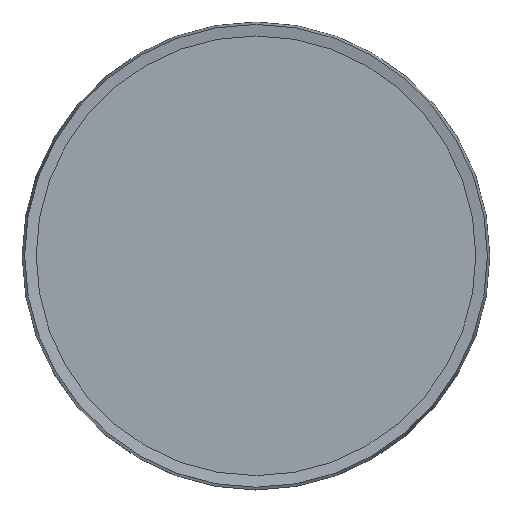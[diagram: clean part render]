
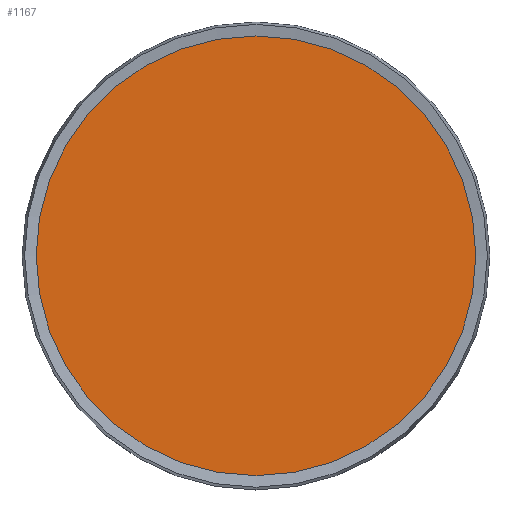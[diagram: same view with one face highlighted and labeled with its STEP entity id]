
A CAD part, top view. The second image highlights one B-rep face of the part: STEP entity #1167.
In plain terms, the highlighted planar face has unit normal (0, 0, 1).
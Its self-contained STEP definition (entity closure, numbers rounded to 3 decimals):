
#1139=CARTESIAN_POINT('',(0.,-23.569,11.5));
#1140=VERTEX_POINT('',#1139);
#1141=CARTESIAN_POINT('',(0.,0.,11.5));
#1142=DIRECTION('',(0.,-1.,0.));
#1143=DIRECTION('',(0.,0.,-1.));
#1144=AXIS2_PLACEMENT_3D('',#1141,#1143,#1142);
#1145=CIRCLE('',#1144,23.569);
#1146=EDGE_CURVE('',#1140,#1140,#1145,.T.);
#1159=CARTESIAN_POINT('',(0.,0.,11.5));
#1160=DIRECTION('',(1.,0.,0.));
#1161=DIRECTION('',(0.,0.,1.));
#1162=AXIS2_PLACEMENT_3D('',#1159,#1161,#1160);
#1163=PLANE('',#1162);
#1164=ORIENTED_EDGE('',*,*,#1146,.F.);
#1165=EDGE_LOOP('',(#1164));
#1166=FACE_OUTER_BOUND('',#1165,.T.);
#1167=ADVANCED_FACE('F17',(#1166),#1163,.T.);
